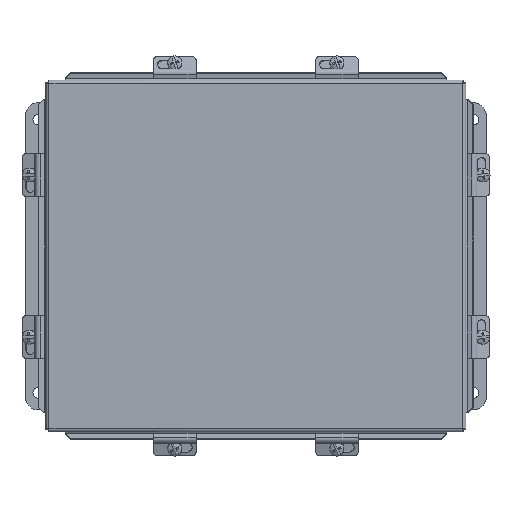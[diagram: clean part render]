
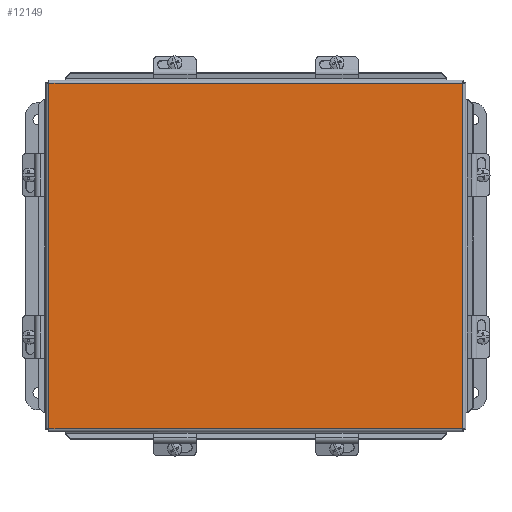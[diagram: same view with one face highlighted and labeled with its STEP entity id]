
A CAD part, top view. The second image highlights one B-rep face of the part: STEP entity #12149.
In plain terms, the highlighted face is planar.
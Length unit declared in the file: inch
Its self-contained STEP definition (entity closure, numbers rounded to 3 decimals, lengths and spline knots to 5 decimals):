
#629 = ORIENTED_EDGE ( 'NONE', *, *, #5584, .T. ) ;
#1444 = CARTESIAN_POINT ( 'NONE',  ( 10.21625, 12.21625, 0. ) ) ;
#1445 = CARTESIAN_POINT ( 'NONE',  ( 5.155, 6.155, 0. ) ) ;
#1602 = VERTEX_POINT ( 'NONE', #1989 ) ;
#1628 = CARTESIAN_POINT ( 'NONE',  ( 0.09375, 12.21625, 0. ) ) ;
#1780 = DIRECTION ( 'NONE',  ( 1., 0., 0. ) ) ;
#1918 = CARTESIAN_POINT ( 'NONE',  ( 0.09375, 12.21625, 0. ) ) ;
#1989 = CARTESIAN_POINT ( 'NONE',  ( 0.09375, 0.09375, 0. ) ) ;
#1995 = CARTESIAN_POINT ( 'NONE',  ( 10.21625, 12.21625, 0. ) ) ;
#2500 = DIRECTION ( 'NONE',  ( 1., 0., 0. ) ) ;
#2563 = VERTEX_POINT ( 'NONE', #8991 ) ;
#3091 = ORIENTED_EDGE ( 'NONE', *, *, #8867, .T. ) ;
#3267 = EDGE_CURVE ( 'NONE', #8258, #2563, #8365, .T. ) ;
#3495 = PLANE ( 'NONE',  #9641 ) ;
#3534 = LINE ( 'NONE', #11422, #6525 ) ;
#3704 = ORIENTED_EDGE ( 'NONE', *, *, #3267, .T. ) ;
#4146 = EDGE_CURVE ( 'NONE', #7920, #8258, #5140, .T. ) ;
#4587 = DIRECTION ( 'NONE',  ( 0., -1., 0. ) ) ;
#4977 = EDGE_LOOP ( 'NONE', ( #3704, #3091, #629, #8421 ) ) ;
#5140 = LINE ( 'NONE', #1918, #5300 ) ;
#5300 = VECTOR ( 'NONE', #1780, 39.37008 ) ;
#5584 = EDGE_CURVE ( 'NONE', #1602, #7920, #10829, .T. ) ;
#6525 = VECTOR ( 'NONE', #11404, 39.37008 ) ;
#7404 = CARTESIAN_POINT ( 'NONE',  ( 0.09375, 0.09375, 0. ) ) ;
#7920 = VERTEX_POINT ( 'NONE', #1628 ) ;
#8258 = VERTEX_POINT ( 'NONE', #1444 ) ;
#8365 = LINE ( 'NONE', #1995, #8392 ) ;
#8392 = VECTOR ( 'NONE', #4587, 39.37008 ) ;
#8421 = ORIENTED_EDGE ( 'NONE', *, *, #4146, .T. ) ;
#8651 = DIRECTION ( 'NONE',  ( 0., 0., 1. ) ) ;
#8867 = EDGE_CURVE ( 'NONE', #2563, #1602, #3534, .T. ) ;
#8991 = CARTESIAN_POINT ( 'NONE',  ( 10.21625, 0.09375, 0. ) ) ;
#9139 = VECTOR ( 'NONE', #10642, 39.37008 ) ;
#9232 = FACE_OUTER_BOUND ( 'NONE', #4977, .T. ) ;
#9641 = AXIS2_PLACEMENT_3D ( 'NONE', #1445, #8651, #2500 ) ;
#10642 = DIRECTION ( 'NONE',  ( 0., 1., 0. ) ) ;
#10829 = LINE ( 'NONE', #7404, #9139 ) ;
#11404 = DIRECTION ( 'NONE',  ( -1., 0., 0. ) ) ;
#11422 = CARTESIAN_POINT ( 'NONE',  ( 10.21625, 0.09375, 0. ) ) ;
#12149 = ADVANCED_FACE ( 'NONE', ( #9232 ), #3495, .F. ) ;
